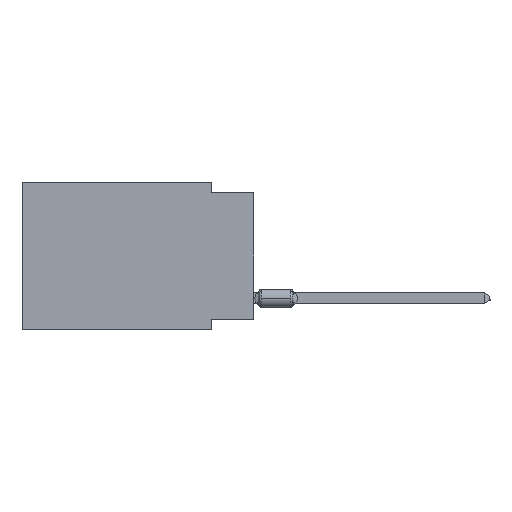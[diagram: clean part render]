
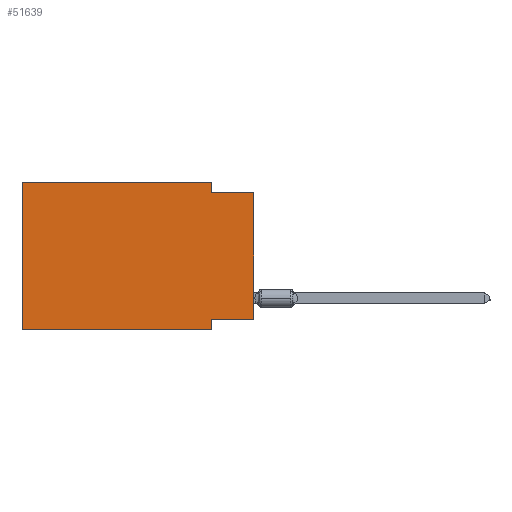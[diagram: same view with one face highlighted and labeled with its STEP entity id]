
A CAD part, left-side view. The second image highlights one B-rep face of the part: STEP entity #51639.
In plain terms, the highlighted planar face has unit normal (-1, 0, 0).
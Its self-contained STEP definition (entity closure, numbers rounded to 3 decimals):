
#240 = LINE ( 'NONE', #25755, #42053 ) ;
#1528 = EDGE_CURVE ( 'NONE', #29875, #36309, #30145, .T. ) ;
#1598 = ORIENTED_EDGE ( 'NONE', *, *, #46109, .F. ) ;
#2384 = LINE ( 'NONE', #34689, #39670 ) ;
#4229 = CARTESIAN_POINT ( 'NONE',  ( 0., 0., -8.255 ) ) ;
#4267 = ORIENTED_EDGE ( 'NONE', *, *, #51711, .F. ) ;
#4594 = EDGE_CURVE ( 'NONE', #48660, #5600, #34095, .T. ) ;
#5600 = VERTEX_POINT ( 'NONE', #6341 ) ;
#6244 = AXIS2_PLACEMENT_3D ( 'NONE', #35861, #27713, #7066 ) ;
#6341 = CARTESIAN_POINT ( 'NONE',  ( 0., 2.54, -8.89 ) ) ;
#6732 = EDGE_LOOP ( 'NONE', ( #49078, #47577, #32622, #22226, #1598, #22761, #50946, #4267 ) ) ;
#7066 = DIRECTION ( 'NONE',  ( 0., 0., -1. ) ) ;
#8876 = DIRECTION ( 'NONE',  ( 0., 0., -1. ) ) ;
#9386 = CARTESIAN_POINT ( 'NONE',  ( 0., 13.97, -8.89 ) ) ;
#13383 = LINE ( 'NONE', #25082, #39554 ) ;
#15965 = VECTOR ( 'NONE', #25951, 1000. ) ;
#18511 = EDGE_CURVE ( 'NONE', #36309, #39542, #13383, .T. ) ;
#19619 = VECTOR ( 'NONE', #21466, 1000. ) ;
#20301 = VERTEX_POINT ( 'NONE', #47514 ) ;
#21458 = DIRECTION ( 'NONE',  ( 0., 1., 0. ) ) ;
#21466 = DIRECTION ( 'NONE',  ( 0., 0., -1. ) ) ;
#22226 = ORIENTED_EDGE ( 'NONE', *, *, #37928, .F. ) ;
#22761 = ORIENTED_EDGE ( 'NONE', *, *, #4594, .T. ) ;
#22928 = LINE ( 'NONE', #51964, #31819 ) ;
#25082 = CARTESIAN_POINT ( 'NONE',  ( 0., 0., -0.635 ) ) ;
#25206 = DIRECTION ( 'NONE',  ( 0., 0., 1. ) ) ;
#25755 = CARTESIAN_POINT ( 'NONE',  ( 0., 0., 0. ) ) ;
#25951 = DIRECTION ( 'NONE',  ( 0., -1., 0. ) ) ;
#26103 = VERTEX_POINT ( 'NONE', #4229 ) ;
#26602 = CARTESIAN_POINT ( 'NONE',  ( 0., 2.54, 0. ) ) ;
#26867 = EDGE_CURVE ( 'NONE', #37166, #5600, #45523, .T. ) ;
#27041 = CARTESIAN_POINT ( 'NONE',  ( 0., 2.54, -8.255 ) ) ;
#27713 = DIRECTION ( 'NONE',  ( 1., 0., 0. ) ) ;
#27908 = VECTOR ( 'NONE', #21458, 1000. ) ;
#28518 = PLANE ( 'NONE',  #6244 ) ;
#29875 = VERTEX_POINT ( 'NONE', #46192 ) ;
#30109 = VECTOR ( 'NONE', #8876, 1000. ) ;
#30145 = LINE ( 'NONE', #26602, #19619 ) ;
#31819 = VECTOR ( 'NONE', #48160, 1000. ) ;
#32622 = ORIENTED_EDGE ( 'NONE', *, *, #1528, .F. ) ;
#33400 = LINE ( 'NONE', #41547, #27908 ) ;
#34095 = LINE ( 'NONE', #9386, #15965 ) ;
#34689 = CARTESIAN_POINT ( 'NONE',  ( 0., 13.97, 0. ) ) ;
#35226 = DIRECTION ( 'NONE',  ( 0., -1., 0. ) ) ;
#35592 = FACE_OUTER_BOUND ( 'NONE', #6732, .T. ) ;
#35861 = CARTESIAN_POINT ( 'NONE',  ( 0., 13.97, 0. ) ) ;
#36309 = VERTEX_POINT ( 'NONE', #48069 ) ;
#37166 = VERTEX_POINT ( 'NONE', #27041 ) ;
#37928 = EDGE_CURVE ( 'NONE', #20301, #29875, #2384, .T. ) ;
#39542 = VERTEX_POINT ( 'NONE', #51436 ) ;
#39554 = VECTOR ( 'NONE', #49759, 1000. ) ;
#39670 = VECTOR ( 'NONE', #35226, 1000. ) ;
#41193 = CARTESIAN_POINT ( 'NONE',  ( 0., 2.54, -8.89 ) ) ;
#41547 = CARTESIAN_POINT ( 'NONE',  ( 0., 0., -8.255 ) ) ;
#42053 = VECTOR ( 'NONE', #25206, 1000. ) ;
#43733 = EDGE_CURVE ( 'NONE', #26103, #39542, #240, .T. ) ;
#45523 = LINE ( 'NONE', #41193, #30109 ) ;
#46109 = EDGE_CURVE ( 'NONE', #48660, #20301, #22928, .T. ) ;
#46192 = CARTESIAN_POINT ( 'NONE',  ( 0., 2.54, 0. ) ) ;
#47514 = CARTESIAN_POINT ( 'NONE',  ( 0., 13.97, 0. ) ) ;
#47577 = ORIENTED_EDGE ( 'NONE', *, *, #18511, .F. ) ;
#48069 = CARTESIAN_POINT ( 'NONE',  ( 0., 2.54, -0.635 ) ) ;
#48160 = DIRECTION ( 'NONE',  ( 0., 0., 1. ) ) ;
#48660 = VERTEX_POINT ( 'NONE', #53315 ) ;
#49078 = ORIENTED_EDGE ( 'NONE', *, *, #43733, .T. ) ;
#49759 = DIRECTION ( 'NONE',  ( 0., -1., 0. ) ) ;
#50946 = ORIENTED_EDGE ( 'NONE', *, *, #26867, .F. ) ;
#51436 = CARTESIAN_POINT ( 'NONE',  ( 0., 0., -0.635 ) ) ;
#51639 = ADVANCED_FACE ( 'NONE', ( #35592 ), #28518, .F. ) ;
#51711 = EDGE_CURVE ( 'NONE', #26103, #37166, #33400, .T. ) ;
#51964 = CARTESIAN_POINT ( 'NONE',  ( 0., 13.97, 0. ) ) ;
#53315 = CARTESIAN_POINT ( 'NONE',  ( 0., 13.97, -8.89 ) ) ;
